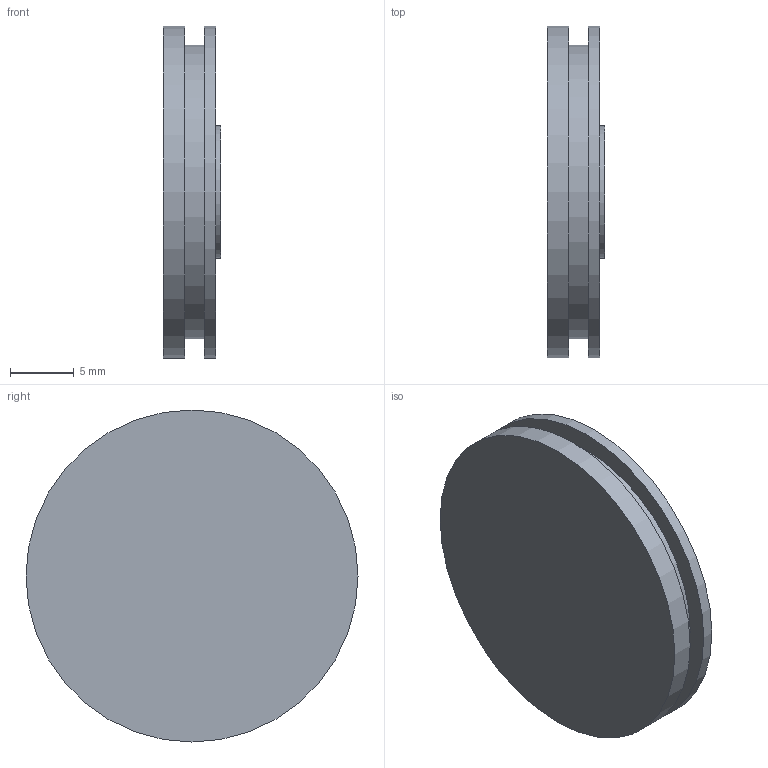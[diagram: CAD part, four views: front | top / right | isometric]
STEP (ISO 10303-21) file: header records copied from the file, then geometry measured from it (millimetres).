
FILE_DESCRIPTION(('HOOPS Exchange Step'),'2;1');
FILE_NAME('Bouchon.step','2018-12-28T16:48:22+00:00',('SYSTEM'),('Unknown organisation'),'HOOPS Exchange 10.0','HOOPS Exchange','Unknown authorisation');
FILE_SCHEMA( ('AUTOMOTIVE_DESIGN { 1 0 10303 214 1 1 1 1 }') );
Length unit declared in the file: millimetre
Products named in the file (2): Défaut; Bouchon
Assembly tree (1 placements, depth 2):
  Bouchon
    Défaut
Bounding box: 4.5 x 26 x 26 mm (x, y, z)
Volume: 2037.6 mm3; surface area: 1626.6 mm2
Topology: 1 solids, 1 shells, 9 faces, 12 edges, 8 vertices
Faces by surface type: plane 5, cylinder 4
Full cylindrical faces by diameter (mm): 10.4 x1, 23 x1, 26 x2
Entity records: 241 total; most frequent: DIRECTION 44, CARTESIAN_POINT 32, ORIENTED_EDGE 24, AXIS2_PLACEMENT_3D 20, EDGE_CURVE 12, EDGE_LOOP 12, FACE_BOUND 12, ADVANCED_FACE 9
